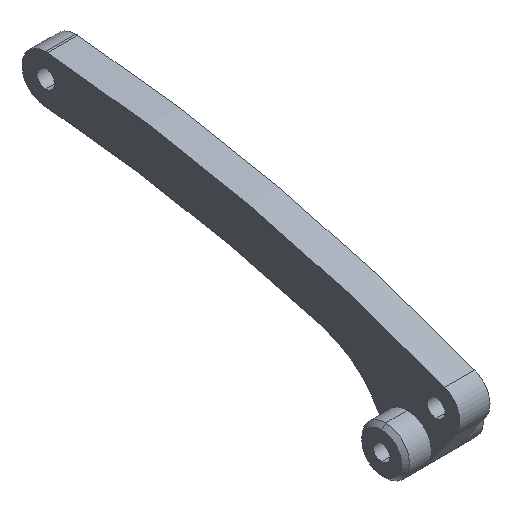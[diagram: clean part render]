
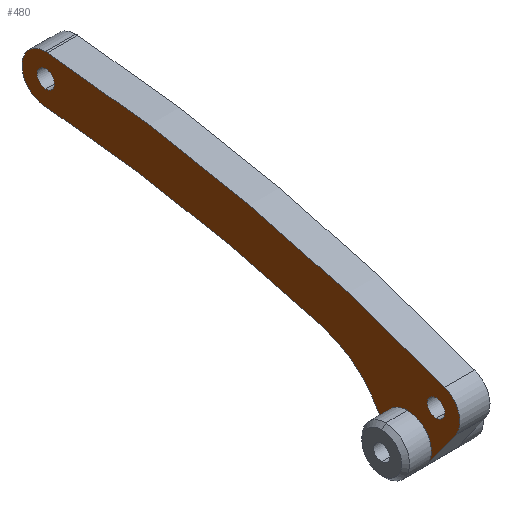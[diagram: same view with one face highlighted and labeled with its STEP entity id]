
A CAD part, isometric view. The second image highlights one B-rep face of the part: STEP entity #480.
In plain terms, the highlighted planar face has unit normal (-1, 0, 0).
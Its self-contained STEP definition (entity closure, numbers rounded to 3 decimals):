
#2 = VERTEX_POINT ( 'NONE', #278 ) ;
#3 = EDGE_CURVE ( 'NONE', #440, #50, #131, .T. ) ;
#8 = AXIS2_PLACEMENT_3D ( 'NONE', #671, #331, #733 ) ;
#10 = VERTEX_POINT ( 'NONE', #287 ) ;
#12 = CARTESIAN_POINT ( 'NONE',  ( -1.9, 14.429, -4.223 ) ) ;
#16 = CARTESIAN_POINT ( 'NONE',  ( -1.9, 0., -6. ) ) ;
#20 = CIRCLE ( 'NONE', #179, 171.284 ) ;
#24 = CARTESIAN_POINT ( 'NONE',  ( -1.9, 49.458, 2.325 ) ) ;
#35 = CARTESIAN_POINT ( 'NONE',  ( -1.9, 49.216, 8.315 ) ) ;
#40 = EDGE_CURVE ( 'NONE', #549, #440, #20, .T. ) ;
#41 = DIRECTION ( 'NONE',  ( 0., 0., -1. ) ) ;
#50 = VERTEX_POINT ( 'NONE', #570 ) ;
#52 = DIRECTION ( 'NONE',  ( 1., 0., 0. ) ) ;
#57 = AXIS2_PLACEMENT_3D ( 'NONE', #237, #408, #471 ) ;
#74 = DIRECTION ( 'NONE',  ( 1., 0., 0. ) ) ;
#82 = AXIS2_PLACEMENT_3D ( 'NONE', #88, #267, #494 ) ;
#88 = CARTESIAN_POINT ( 'NONE',  ( -1.9, 3.596, -11.051 ) ) ;
#92 = CIRCLE ( 'NONE', #525, 177.284 ) ;
#117 = CIRCLE ( 'NONE', #400, 1.1 ) ;
#118 = EDGE_CURVE ( 'NONE', #127, #2, #92, .T. ) ;
#125 = CARTESIAN_POINT ( 'NONE',  ( -1.9, 3.596, -11.051 ) ) ;
#127 = VERTEX_POINT ( 'NONE', #416 ) ;
#131 = CIRCLE ( 'NONE', #57, 12. ) ;
#143 = EDGE_CURVE ( 'NONE', #397, #254, #280, .T. ) ;
#145 = DIRECTION ( 'NONE',  ( -1., 0., 0. ) ) ;
#152 = ORIENTED_EDGE ( 'NONE', *, *, #40, .T. ) ;
#156 = AXIS2_PLACEMENT_3D ( 'NONE', #558, #145, #41 ) ;
#163 = ORIENTED_EDGE ( 'NONE', *, *, #489, .T. ) ;
#171 = DIRECTION ( 'NONE',  ( 1., 0., 0. ) ) ;
#179 = AXIS2_PLACEMENT_3D ( 'NONE', #578, #171, #463 ) ;
#190 = DIRECTION ( 'NONE',  ( 0., 0., -1. ) ) ;
#201 = VERTEX_POINT ( 'NONE', #314 ) ;
#209 = ORIENTED_EDGE ( 'NONE', *, *, #275, .F. ) ;
#213 = DIRECTION ( 'NONE',  ( 1., 0., 0. ) ) ;
#237 = CARTESIAN_POINT ( 'NONE',  ( -1.9, 17.849, -15.726 ) ) ;
#243 = VERTEX_POINT ( 'NONE', #248 ) ;
#246 = ORIENTED_EDGE ( 'NONE', *, *, #569, .T. ) ;
#248 = CARTESIAN_POINT ( 'NONE',  ( -1.9, 49.216, 4.215 ) ) ;
#254 = VERTEX_POINT ( 'NONE', #657 ) ;
#267 = DIRECTION ( 'NONE',  ( 1., 0., 0. ) ) ;
#271 = ORIENTED_EDGE ( 'NONE', *, *, #355, .T. ) ;
#275 = EDGE_CURVE ( 'NONE', #336, #10, #372, .T. ) ;
#278 = CARTESIAN_POINT ( 'NONE',  ( -1.9, -1.089, -3.205 ) ) ;
#280 = CIRCLE ( 'NONE', #728, 1.1 ) ;
#281 = AXIS2_PLACEMENT_3D ( 'NONE', #335, #344, #350 ) ;
#284 = CARTESIAN_POINT ( 'NONE',  ( -1.9, 49.216, 5.315 ) ) ;
#285 = VERTEX_POINT ( 'NONE', #35 ) ;
#287 = CARTESIAN_POINT ( 'NONE',  ( -1.9, 1.152, -12.791 ) ) ;
#299 = ORIENTED_EDGE ( 'NONE', *, *, #118, .F. ) ;
#303 = DIRECTION ( 'NONE',  ( 0., 0.58, -0.815 ) ) ;
#307 = CARTESIAN_POINT ( 'NONE',  ( -1.9, 0., -6. ) ) ;
#314 = CARTESIAN_POINT ( 'NONE',  ( -1.9, 3.596, -8.051 ) ) ;
#315 = CIRCLE ( 'NONE', #8, 3. ) ;
#324 = DIRECTION ( 'NONE',  ( 1., 0., 0. ) ) ;
#331 = DIRECTION ( 'NONE',  ( -1., 0., 0. ) ) ;
#335 = CARTESIAN_POINT ( 'NONE',  ( -1.9, 49.216, 5.315 ) ) ;
#336 = VERTEX_POINT ( 'NONE', #393 ) ;
#341 = VECTOR ( 'NONE', #303, 1000. ) ;
#344 = DIRECTION ( 'NONE',  ( 1., 0., 0. ) ) ;
#348 = DIRECTION ( 'NONE',  ( 0., 0., -1. ) ) ;
#350 = DIRECTION ( 'NONE',  ( 0., 0., -1. ) ) ;
#351 = CIRCLE ( 'NONE', #156, 3. ) ;
#354 = DIRECTION ( 'NONE',  ( 1., 0., 0. ) ) ;
#355 = EDGE_CURVE ( 'NONE', #454, #243, #117, .T. ) ;
#362 = CIRCLE ( 'NONE', #402, 3. ) ;
#371 = EDGE_LOOP ( 'NONE', ( #658, #538 ) ) ;
#372 = LINE ( 'NONE', #598, #341 ) ;
#393 = CARTESIAN_POINT ( 'NONE',  ( -1.9, -2.444, -7.74 ) ) ;
#397 = VERTEX_POINT ( 'NONE', #551 ) ;
#400 = AXIS2_PLACEMENT_3D ( 'NONE', #284, #324, #555 ) ;
#401 = CIRCLE ( 'NONE', #706, 3. ) ;
#402 = AXIS2_PLACEMENT_3D ( 'NONE', #125, #479, #584 ) ;
#408 = DIRECTION ( 'NONE',  ( 1., 0., 0. ) ) ;
#409 = ORIENTED_EDGE ( 'NONE', *, *, #709, .T. ) ;
#411 = CIRCLE ( 'NONE', #82, 3. ) ;
#416 = CARTESIAN_POINT ( 'NONE',  ( -1.9, 48.975, 8.305 ) ) ;
#430 = FACE_BOUND ( 'NONE', #371, .T. ) ;
#433 = AXIS2_PLACEMENT_3D ( 'NONE', #668, #213, #675 ) ;
#435 = EDGE_CURVE ( 'NONE', #254, #397, #526, .T. ) ;
#440 = VERTEX_POINT ( 'NONE', #12 ) ;
#442 = EDGE_LOOP ( 'NONE', ( #271, #246 ) ) ;
#446 = ORIENTED_EDGE ( 'NONE', *, *, #3, .T. ) ;
#454 = VERTEX_POINT ( 'NONE', #662 ) ;
#457 = EDGE_CURVE ( 'NONE', #50, #201, #411, .T. ) ;
#459 = CIRCLE ( 'NONE', #281, 1.1 ) ;
#462 = EDGE_CURVE ( 'NONE', #127, #285, #315, .T. ) ;
#463 = DIRECTION ( 'NONE',  ( 0., 0., -1. ) ) ;
#471 = DIRECTION ( 'NONE',  ( 0., 0., -1. ) ) ;
#475 = ORIENTED_EDGE ( 'NONE', *, *, #747, .T. ) ;
#479 = DIRECTION ( 'NONE',  ( 1., 0., 0. ) ) ;
#480 = ADVANCED_FACE ( 'NONE', ( #430, #492, #550 ), #544, .F. ) ;
#489 = EDGE_CURVE ( 'NONE', #285, #549, #351, .T. ) ;
#492 = FACE_OUTER_BOUND ( 'NONE', #685, .T. ) ;
#494 = DIRECTION ( 'NONE',  ( 0., 0., -1. ) ) ;
#501 = ORIENTED_EDGE ( 'NONE', *, *, #462, .T. ) ;
#505 = ORIENTED_EDGE ( 'NONE', *, *, #457, .T. ) ;
#525 = AXIS2_PLACEMENT_3D ( 'NONE', #708, #354, #632 ) ;
#526 = CIRCLE ( 'NONE', #754, 1.1 ) ;
#530 = DIRECTION ( 'NONE',  ( -1., 0., 0. ) ) ;
#538 = ORIENTED_EDGE ( 'NONE', *, *, #435, .T. ) ;
#539 = DIRECTION ( 'NONE',  ( 0., 0., -1. ) ) ;
#544 = PLANE ( 'NONE',  #433 ) ;
#549 = VERTEX_POINT ( 'NONE', #24 ) ;
#550 = FACE_BOUND ( 'NONE', #442, .T. ) ;
#551 = CARTESIAN_POINT ( 'NONE',  ( -1.9, 0., -4.9 ) ) ;
#555 = DIRECTION ( 'NONE',  ( 0., 0., -1. ) ) ;
#558 = CARTESIAN_POINT ( 'NONE',  ( -1.9, 49.216, 5.315 ) ) ;
#569 = EDGE_CURVE ( 'NONE', #243, #454, #459, .T. ) ;
#570 = CARTESIAN_POINT ( 'NONE',  ( -1.9, 6.446, -11.986 ) ) ;
#578 = CARTESIAN_POINT ( 'NONE',  ( -1.9, 63.246, -168.403 ) ) ;
#584 = DIRECTION ( 'NONE',  ( 0., 0., -1. ) ) ;
#598 = CARTESIAN_POINT ( 'NONE',  ( -1.9, -0.646, -10.265 ) ) ;
#632 = DIRECTION ( 'NONE',  ( 0., 0., -1. ) ) ;
#643 = CARTESIAN_POINT ( 'NONE',  ( -1.9, 0., -6. ) ) ;
#657 = CARTESIAN_POINT ( 'NONE',  ( -1.9, 0., -7.1 ) ) ;
#658 = ORIENTED_EDGE ( 'NONE', *, *, #143, .T. ) ;
#662 = CARTESIAN_POINT ( 'NONE',  ( -1.9, 49.216, 6.415 ) ) ;
#668 = CARTESIAN_POINT ( 'NONE',  ( -1.9, 24.608, -2.868 ) ) ;
#671 = CARTESIAN_POINT ( 'NONE',  ( -1.9, 49.216, 5.315 ) ) ;
#675 = DIRECTION ( 'NONE',  ( 0., 1., 0. ) ) ;
#685 = EDGE_LOOP ( 'NONE', ( #446, #505, #475, #209, #409, #299, #501, #163, #152 ) ) ;
#706 = AXIS2_PLACEMENT_3D ( 'NONE', #307, #530, #539 ) ;
#708 = CARTESIAN_POINT ( 'NONE',  ( -1.9, 63.246, -168.403 ) ) ;
#709 = EDGE_CURVE ( 'NONE', #336, #2, #401, .T. ) ;
#728 = AXIS2_PLACEMENT_3D ( 'NONE', #643, #52, #348 ) ;
#733 = DIRECTION ( 'NONE',  ( 0., 0., -1. ) ) ;
#747 = EDGE_CURVE ( 'NONE', #201, #10, #362, .T. ) ;
#754 = AXIS2_PLACEMENT_3D ( 'NONE', #16, #74, #190 ) ;
